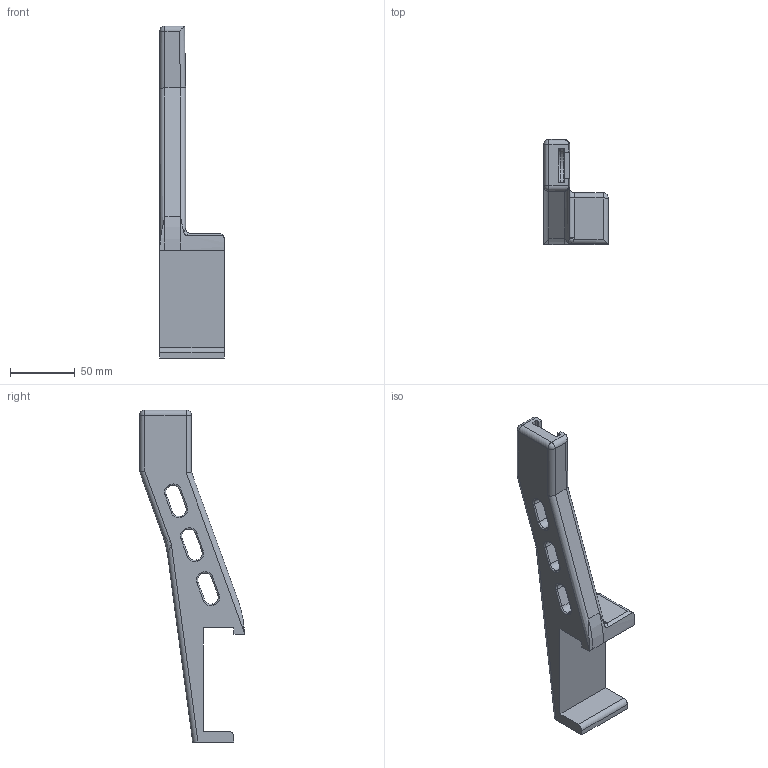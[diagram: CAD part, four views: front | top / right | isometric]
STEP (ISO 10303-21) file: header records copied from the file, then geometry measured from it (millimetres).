
FILE_DESCRIPTION(/* description */ (''),/* implementation_level */ '2;1');
FILE_NAME(/* name */ 'FillerAnetA8.step',/* time_stamp */ '2019-03-20T21:10:48+01:00',/* author */ ('Hugo.Groeneveld'),/* organization */ (''),/* preprocessor_version */ 'ST-DEVELOPER v17.2',/* originating_system */ 'Autodesk Translation Framework v7.6.0.251',/* authorisation */ '');
FILE_SCHEMA (('AUTOMOTIVE_DESIGN { 1 0 10303 214 3 1 1 }'));
Length unit declared in the file: millimetre
Products named in the file (1): FillerAnetA8
Bounding box: 50 x 81.04 x 257.16 mm (x, y, z)
Volume: 186062.7 mm3; surface area: 41596 mm2
Topology: 1 solids, 1 shells, 143 faces, 344 edges, 200 vertices
Faces by surface type: cylinder 65, plane 40, torus 27, bspline 8, sphere 3
Entity records: 4362 total; most frequent: CARTESIAN_POINT 978, DIRECTION 754, ORIENTED_EDGE 678, EDGE_CURVE 339, AXIS2_PLACEMENT_3D 290, VERTEX_POINT 199, LINE 174, VECTOR 174
